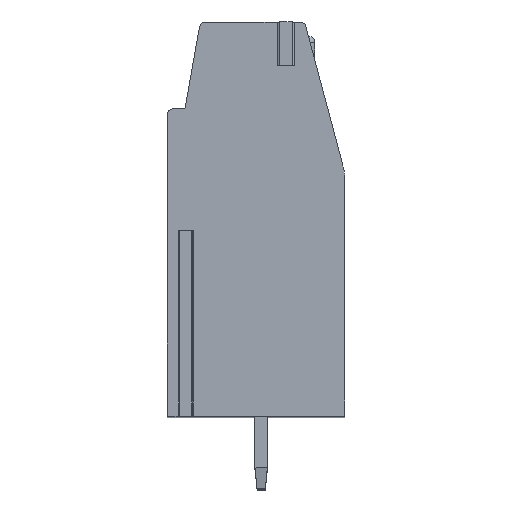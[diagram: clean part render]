
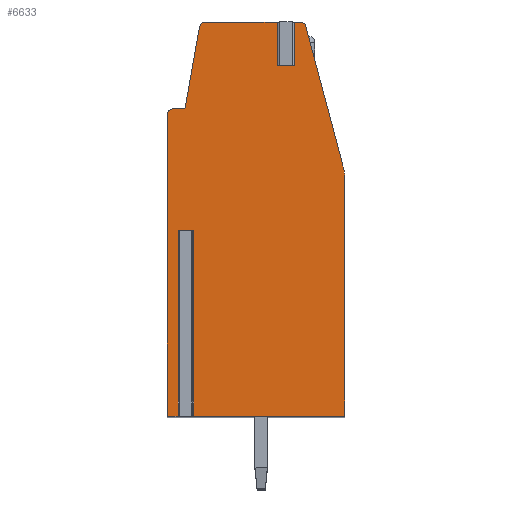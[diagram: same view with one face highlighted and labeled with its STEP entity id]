
A CAD part, top view. The second image highlights one B-rep face of the part: STEP entity #6633.
In plain terms, the highlighted planar face has unit normal (0, 0, 1).
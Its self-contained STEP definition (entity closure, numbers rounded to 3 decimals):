
#13=DIRECTION('',(-1.,0.,0.));
#14=VECTOR('',#13,0.743);
#15=CARTESIAN_POINT('',(-3.029,-0.55,48.26));
#16=LINE('',#15,#14);
#17=DIRECTION('',(0.,-1.,0.));
#18=VECTOR('',#17,9.);
#19=CARTESIAN_POINT('',(-3.771,-0.55,48.26));
#20=LINE('',#19,#18);
#21=DIRECTION('',(1.,0.,0.));
#22=VECTOR('',#21,0.529);
#23=CARTESIAN_POINT('',(-4.3,-9.55,48.26));
#24=LINE('',#23,#22);
#25=DIRECTION('',(0.,-1.,0.));
#26=VECTOR('',#25,14.6);
#27=CARTESIAN_POINT('',(-4.3,5.05,48.26));
#28=LINE('',#27,#26);
#29=CARTESIAN_POINT('',(-4.,5.05,48.26));
#30=DIRECTION('',(0.,0.,1.));
#31=DIRECTION('',(0.,1.,0.));
#32=AXIS2_PLACEMENT_3D('',#29,#30,#31);
#34=DIRECTION('',(-1.,0.,0.));
#35=VECTOR('',#34,0.558);
#36=CARTESIAN_POINT('',(-3.442,5.35,48.26));
#37=LINE('',#36,#35);
#38=DIRECTION('',(-0.174,-0.985,0.));
#39=VECTOR('',#38,4.013);
#40=CARTESIAN_POINT('',(-2.746,9.302,48.26));
#41=LINE('',#40,#39);
#42=CARTESIAN_POINT('',(-2.45,9.25,48.26));
#43=DIRECTION('',(0.,0.,1.));
#44=DIRECTION('',(0.,1.,0.));
#45=AXIS2_PLACEMENT_3D('',#42,#43,#44);
#47=DIRECTION('',(-1.,0.,0.));
#48=VECTOR('',#47,3.669);
#49=CARTESIAN_POINT('',(1.219,9.55,48.26));
#50=LINE('',#49,#48);
#51=DIRECTION('',(0.,-1.,0.));
#52=VECTOR('',#51,2.1);
#53=CARTESIAN_POINT('',(1.219,9.55,48.26));
#54=LINE('',#53,#52);
#55=DIRECTION('',(-1.,0.,0.));
#56=VECTOR('',#55,0.46);
#57=CARTESIAN_POINT('',(1.679,7.45,48.26));
#58=LINE('',#57,#56);
#59=DIRECTION('',(0.,-1.,0.));
#60=VECTOR('',#59,2.1);
#61=CARTESIAN_POINT('',(1.679,9.55,48.26));
#62=LINE('',#61,#60);
#63=DIRECTION('',(-1.,0.,0.));
#64=VECTOR('',#63,0.447);
#65=CARTESIAN_POINT('',(2.126,9.55,48.26));
#66=LINE('',#65,#64);
#67=CARTESIAN_POINT('',(2.126,9.25,48.26));
#68=DIRECTION('',(0.,0.,1.));
#69=DIRECTION('',(0.966,0.257,0.));
#70=AXIS2_PLACEMENT_3D('',#67,#68,#69);
#72=CARTESIAN_POINT('',(3.3,2.119,48.26));
#73=DIRECTION('',(0.,0.,1.));
#74=DIRECTION('',(1.,0.,0.));
#75=AXIS2_PLACEMENT_3D('',#72,#73,#74);
#77=DIRECTION('',(0.,1.,0.));
#78=VECTOR('',#77,11.669);
#79=CARTESIAN_POINT('',(4.3,-9.55,48.26));
#80=LINE('',#79,#78);
#81=DIRECTION('',(1.,0.,0.));
#82=VECTOR('',#81,7.329);
#83=CARTESIAN_POINT('',(-3.029,-9.55,48.26));
#84=LINE('',#83,#82);
#85=DIRECTION('',(0.,-1.,0.));
#86=VECTOR('',#85,9.);
#87=CARTESIAN_POINT('',(-3.029,-0.55,48.26));
#88=LINE('',#87,#86);
#408=DIRECTION('',(-0.257,0.966,0.));
#409=VECTOR('',#408,7.193);
#410=CARTESIAN_POINT('',(4.266,2.376,48.26));
#411=LINE('',#410,#409);
#5232=CARTESIAN_POINT('',(4.3,-9.55,48.26));
#5233=CARTESIAN_POINT('',(4.3,2.119,48.26));
#5234=VERTEX_POINT('',#5232);
#5235=VERTEX_POINT('',#5233);
#5236=CARTESIAN_POINT('',(4.266,2.376,48.26));
#5237=VERTEX_POINT('',#5236);
#5238=CARTESIAN_POINT('',(2.416,9.327,48.26));
#5239=CARTESIAN_POINT('',(2.126,9.55,48.26));
#5240=VERTEX_POINT('',#5238);
#5241=VERTEX_POINT('',#5239);
#5242=CARTESIAN_POINT('',(-2.45,9.55,48.26));
#5243=CARTESIAN_POINT('',(-2.746,9.302,48.26));
#5244=VERTEX_POINT('',#5242);
#5245=VERTEX_POINT('',#5243);
#5246=CARTESIAN_POINT('',(-3.442,5.35,48.26));
#5247=VERTEX_POINT('',#5246);
#5248=CARTESIAN_POINT('',(-4.,5.35,48.26));
#5249=VERTEX_POINT('',#5248);
#5250=CARTESIAN_POINT('',(-4.3,5.05,48.26));
#5251=VERTEX_POINT('',#5250);
#5252=CARTESIAN_POINT('',(-4.3,-9.55,48.26));
#5253=VERTEX_POINT('',#5252);
#5316=CARTESIAN_POINT('',(1.679,7.45,48.26));
#5317=CARTESIAN_POINT('',(1.219,7.45,48.26));
#5318=VERTEX_POINT('',#5316);
#5319=VERTEX_POINT('',#5317);
#5320=CARTESIAN_POINT('',(1.219,9.55,48.26));
#5321=VERTEX_POINT('',#5320);
#5322=CARTESIAN_POINT('',(1.679,9.55,48.26));
#5323=VERTEX_POINT('',#5322);
#5336=CARTESIAN_POINT('',(-3.029,-0.55,48.26));
#5337=CARTESIAN_POINT('',(-3.771,-0.55,48.26));
#5338=VERTEX_POINT('',#5336);
#5339=VERTEX_POINT('',#5337);
#5340=CARTESIAN_POINT('',(-3.029,-9.55,48.26));
#5341=VERTEX_POINT('',#5340);
#5342=CARTESIAN_POINT('',(-3.771,-9.55,48.26));
#5343=VERTEX_POINT('',#5342);
#6588=CARTESIAN_POINT('',(0.,0.,48.26));
#6589=DIRECTION('',(0.,0.,1.));
#6590=DIRECTION('',(1.,0.,0.));
#6591=AXIS2_PLACEMENT_3D('',#6588,#6589,#6590);
#6592=PLANE('',#6591);
#6594=ORIENTED_EDGE('',*,*,#6593,.T.);
#6596=ORIENTED_EDGE('',*,*,#6595,.T.);
#6598=ORIENTED_EDGE('',*,*,#6597,.F.);
#6600=ORIENTED_EDGE('',*,*,#6599,.F.);
#6602=ORIENTED_EDGE('',*,*,#6601,.F.);
#6604=ORIENTED_EDGE('',*,*,#6603,.F.);
#6606=ORIENTED_EDGE('',*,*,#6605,.F.);
#6608=ORIENTED_EDGE('',*,*,#6607,.F.);
#6610=ORIENTED_EDGE('',*,*,#6609,.F.);
#6612=ORIENTED_EDGE('',*,*,#6611,.T.);
#6614=ORIENTED_EDGE('',*,*,#6613,.F.);
#6616=ORIENTED_EDGE('',*,*,#6615,.F.);
#6618=ORIENTED_EDGE('',*,*,#6617,.F.);
#6620=ORIENTED_EDGE('',*,*,#6619,.F.);
#6622=ORIENTED_EDGE('',*,*,#6621,.F.);
#6624=ORIENTED_EDGE('',*,*,#6623,.F.);
#6626=ORIENTED_EDGE('',*,*,#6625,.F.);
#6628=ORIENTED_EDGE('',*,*,#6627,.F.);
#6630=ORIENTED_EDGE('',*,*,#6629,.F.);
#6631=EDGE_LOOP('',(#6594,#6596,#6598,#6600,#6602,#6604,#6606,#6608,#6610,#6612,
#6614,#6616,#6618,#6620,#6622,#6624,#6626,#6628,#6630));
#6632=FACE_OUTER_BOUND('',#6631,.F.);
#33=CIRCLE('',#32,0.3);
#46=CIRCLE('',#45,0.3);
#71=CIRCLE('',#70,0.3);
#76=CIRCLE('',#75,1.);
#6593=EDGE_CURVE('',#5338,#5339,#16,.T.);
#6595=EDGE_CURVE('',#5339,#5343,#20,.T.);
#6597=EDGE_CURVE('',#5253,#5343,#24,.T.);
#6599=EDGE_CURVE('',#5251,#5253,#28,.T.);
#6601=EDGE_CURVE('',#5249,#5251,#33,.T.);
#6603=EDGE_CURVE('',#5247,#5249,#37,.T.);
#6605=EDGE_CURVE('',#5245,#5247,#41,.T.);
#6607=EDGE_CURVE('',#5244,#5245,#46,.T.);
#6609=EDGE_CURVE('',#5321,#5244,#50,.T.);
#6611=EDGE_CURVE('',#5321,#5319,#54,.T.);
#6613=EDGE_CURVE('',#5318,#5319,#58,.T.);
#6615=EDGE_CURVE('',#5323,#5318,#62,.T.);
#6617=EDGE_CURVE('',#5241,#5323,#66,.T.);
#6619=EDGE_CURVE('',#5240,#5241,#71,.T.);
#6621=EDGE_CURVE('',#5237,#5240,#411,.T.);
#6623=EDGE_CURVE('',#5235,#5237,#76,.T.);
#6625=EDGE_CURVE('',#5234,#5235,#80,.T.);
#6627=EDGE_CURVE('',#5341,#5234,#84,.T.);
#6629=EDGE_CURVE('',#5338,#5341,#88,.T.);
#6633=ADVANCED_FACE('',(#6632),#6592,.T.);
